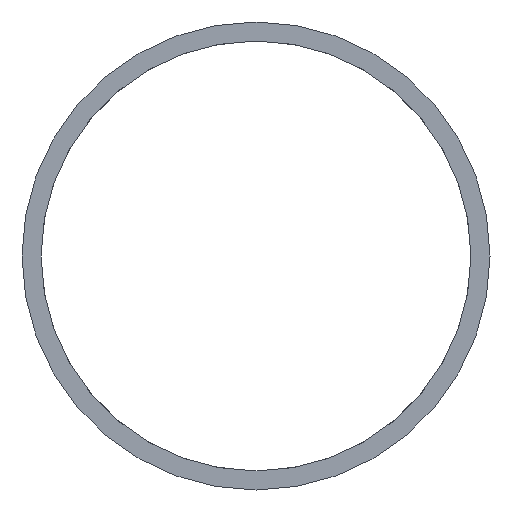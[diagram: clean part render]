
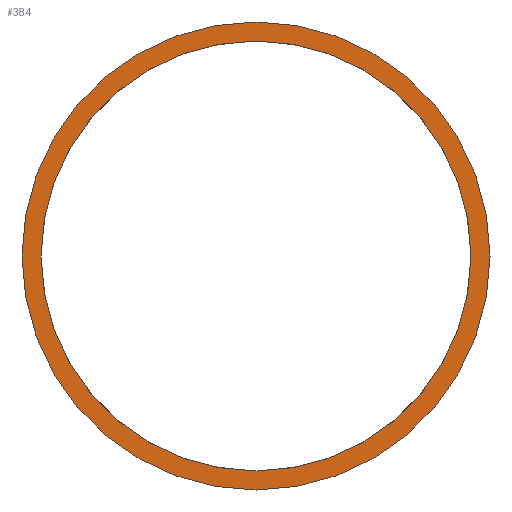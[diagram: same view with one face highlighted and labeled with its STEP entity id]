
A CAD part, front view. The second image highlights one B-rep face of the part: STEP entity #384.
In plain terms, the highlighted planar face has unit normal (0, -1, 0).
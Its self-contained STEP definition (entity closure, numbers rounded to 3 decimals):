
#16=FACE_BOUND('',#84,.T.);
#22=CIRCLE('',#422,45.);
#36=CIRCLE('',#446,49.);
#62=FACE_OUTER_BOUND('',#83,.T.);
#83=EDGE_LOOP('',(#349));
#84=EDGE_LOOP('',(#350));
#186=VERTEX_POINT('',#644);
#188=VERTEX_POINT('',#671);
#227=EDGE_CURVE('',#186,#186,#22,.T.);
#242=EDGE_CURVE('',#188,#188,#36,.T.);
#349=ORIENTED_EDGE('',*,*,#242,.F.);
#350=ORIENTED_EDGE('',*,*,#227,.F.);
#364=PLANE('',#447);
#384=ADVANCED_FACE('',(#62,#16),#364,.F.);
#422=AXIS2_PLACEMENT_3D('',#646,#511,#512);
#446=AXIS2_PLACEMENT_3D('',#673,#560,#561);
#447=AXIS2_PLACEMENT_3D('',#674,#562,#563);
#511=DIRECTION('center_axis',(0.,-1.,0.));
#512=DIRECTION('ref_axis',(1.,0.,0.));
#560=DIRECTION('center_axis',(0.,1.,0.));
#561=DIRECTION('ref_axis',(-1.,0.,0.));
#562=DIRECTION('center_axis',(0.,1.,0.));
#563=DIRECTION('ref_axis',(0.,0.,1.));
#644=CARTESIAN_POINT('',(-45.,0.,0.));
#646=CARTESIAN_POINT('Origin',(0.,0.,0.));
#671=CARTESIAN_POINT('',(49.,0.,0.));
#673=CARTESIAN_POINT('Origin',(0.,0.,0.));
#674=CARTESIAN_POINT('Origin',(0.,0.,0.));
